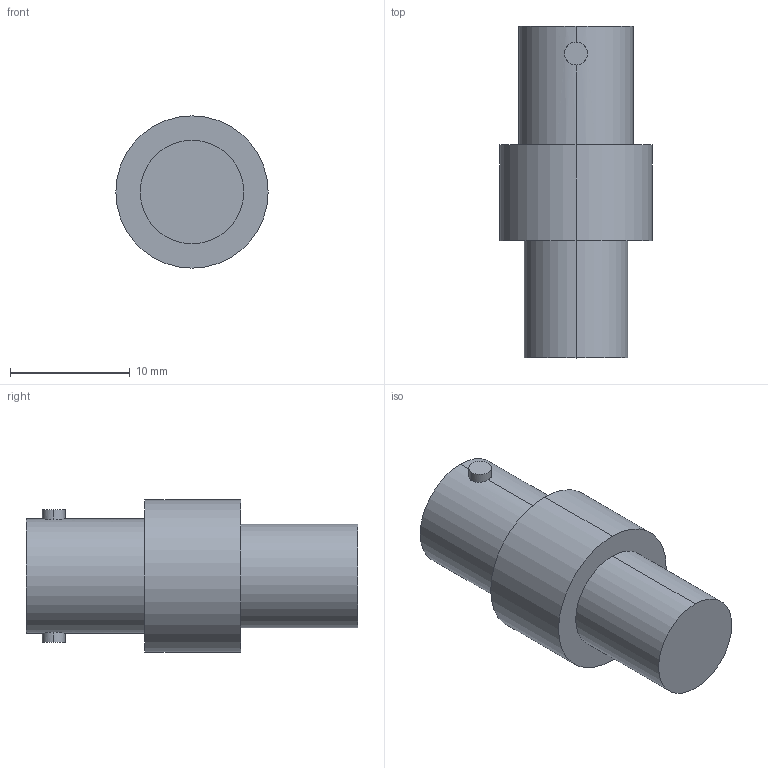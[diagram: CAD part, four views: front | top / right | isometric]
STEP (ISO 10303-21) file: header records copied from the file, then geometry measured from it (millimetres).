
FILE_DESCRIPTION (( 'STEP AP214' ), '1' );
FILE_NAME ('BIF5F.STEP', '2007-11-05T14:26:34', ( ' ' ), ( ' ' ), 'SwSTEP 2.0', 'SolidWorks 2007', '' );
FILE_SCHEMA (( 'AUTOMOTIVE_DESIGN' ));
Length unit declared in the file: inch
Products named in the file (1): BIF5F
Bounding box: 12.7 x 27.69 x 12.7 mm (x, y, z)
Volume: 1901.9 mm3; surface area: 1452.9 mm2
Topology: 1 solids, 1 shells, 25 faces, 54 edges, 36 vertices
Faces by surface type: cylinder 16, plane 9
Entity records: 948 total; most frequent: CARTESIAN_POINT 188, DIRECTION 126, ORIENTED_EDGE 108, EDGE_CURVE 54, AXIS2_PLACEMENT_3D 54, VERTEX_POINT 36, EDGE_LOOP 30, CIRCLE 28
